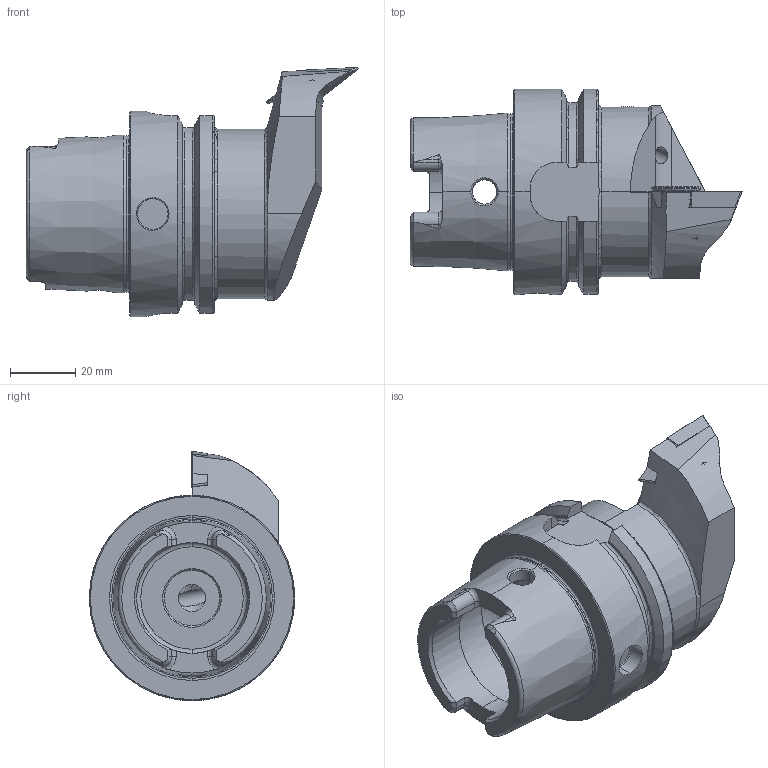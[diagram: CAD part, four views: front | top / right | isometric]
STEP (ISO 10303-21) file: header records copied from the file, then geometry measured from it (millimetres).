
FILE_DESCRIPTION (( 'STEP AP214' ), '1' );
FILE_NAME ('HA6.KVB.LJA.070-HP.STEP', '2022-09-29T07:07:34', ( '' ), ( '' ), 'SwSTEP 2.0', 'SolidWorks 2017', '' );
FILE_SCHEMA (( 'AUTOMOTIVE_DESIGN' ));
Length unit declared in the file: millimetre
Products named in the file (10): VCMT160404; DIN 3771 - 13x1; CHP-ER1.015.006_A; WCB-ER2.001.009_A; HA6.KVB.LJA.070-HP; DIN 7991 - M5x15; CHP-ER1.008.014_A; CHP-ER1.015.006; ISO 8752 2x8; HA6-KVB.LJA.070-HP_A
Assembly tree (9 placements, depth 3):
  HA6.KVB.LJA.070-HP
    HA6-KVB.LJA.070-HP_A
    WCB-ER2.001.009_A
    CHP-ER1.008.014_A
    CHP-ER1.015.006
      CHP-ER1.015.006_A
      DIN 3771 - 13x1
      DIN 7991 - M5x15
    ISO 8752 2x8
    VCMT160404
Bounding box: 101.9 x 63 x 76.5 mm (x, y, z)
Volume: 140298.8 mm3; surface area: 32675.7 mm2
Topology: 8 solids, 8 shells, 419 faces, 1053 edges, 638 vertices
Faces by surface type: plane 122, cylinder 117, cone 104, torus 54, bspline 20, sphere 2
Entity records: 16417 total; most frequent: CARTESIAN_POINT 4739, ORIENTED_EDGE 2070, DIRECTION 1969, EDGE_CURVE 1035, AXIS2_PLACEMENT_3D 791, VERTEX_POINT 638, EDGE_LOOP 441, FACE_OUTER_BOUND 419
